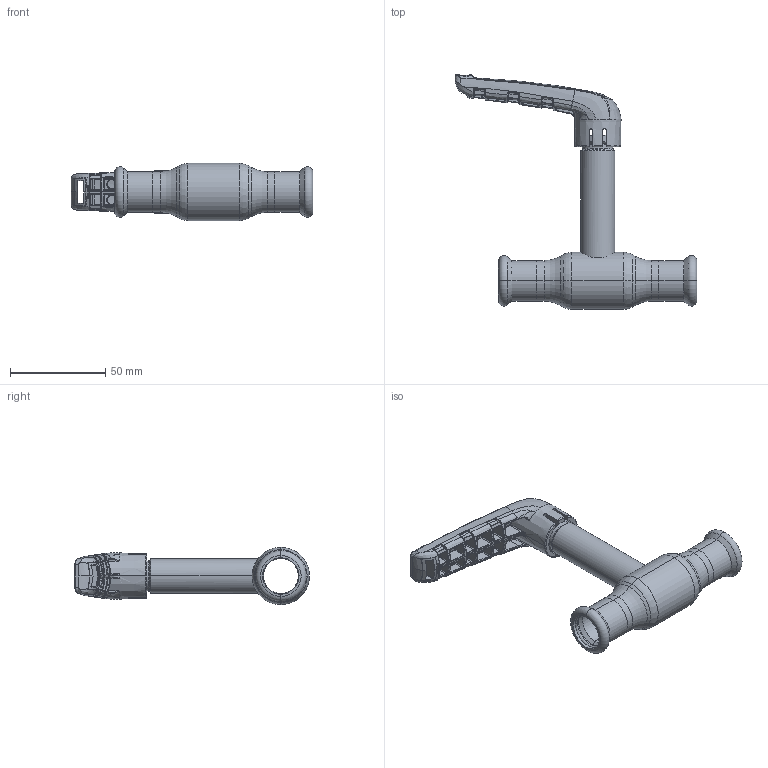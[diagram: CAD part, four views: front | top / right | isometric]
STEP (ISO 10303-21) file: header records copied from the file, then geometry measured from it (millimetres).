
FILE_DESCRIPTION (( 'STEP AP214' ), '1' );
FILE_NAME ('1015000101-xxxx.step', '2019-05-07T12:25:17', ( '' ), ( '' ), 'SwSTEP 2.0', 'SolidWorks 2017', '' );
FILE_SCHEMA (( 'AUTOMOTIVE_DESIGN' ));
Length unit declared in the file: millimetre
Products named in the file (1): 1015000101-xxxx
Bounding box: 126.78 x 123.08 x 30 mm (x, y, z)
Surface area: 25342.3 mm2 (no closed solid volume)
Topology: 0 solids, 10 shells, 784 faces, 2430 edges, 1544 vertices
Faces by surface type: bspline 642, plane 52, cylinder 36, cone 33, torus 21
Entity records: 67761 total; most frequent: CARTESIAN_POINT 43601, ORIENTED_EDGE 4064, EDGE_CURVE 2400, B_SPLINE_CURVE_WITH_KNOTS 1689, VERTEX_POINT 1544, DIRECTION 1542, EDGE_LOOP 804, UNCERTAINTY_MEASURE_WITH_UNIT 786
